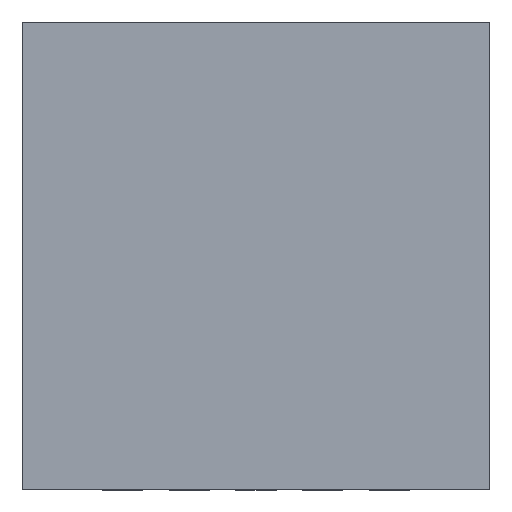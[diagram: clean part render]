
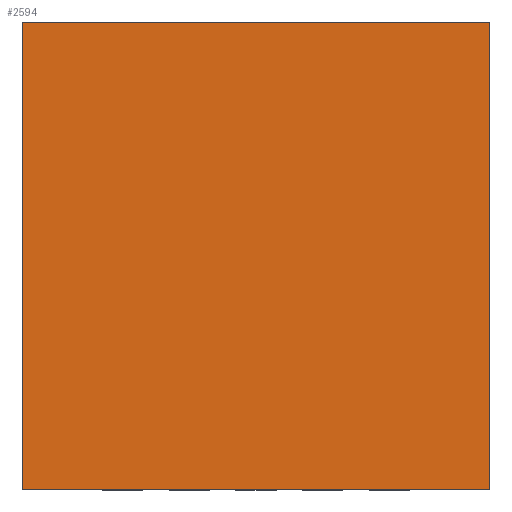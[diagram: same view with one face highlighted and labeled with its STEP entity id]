
A CAD part, top view. The second image highlights one B-rep face of the part: STEP entity #2594.
In plain terms, the highlighted planar face has unit normal (0, 0, 1).
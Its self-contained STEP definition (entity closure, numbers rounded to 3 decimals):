
#42 = FACE_OUTER_BOUND ( 'NONE', #4032, .T. ) ;
#108 = CARTESIAN_POINT ( 'NONE',  ( 0., 0., 1.05 ) ) ;
#593 = PLANE ( 'NONE',  #2345 ) ;
#679 = LINE ( 'NONE', #2620, #3164 ) ;
#809 = CARTESIAN_POINT ( 'NONE',  ( -1.745, 1.745, 1.05 ) ) ;
#1381 = EDGE_CURVE ( 'NONE', #3332, #4886, #2746, .T. ) ;
#1481 = ORIENTED_EDGE ( 'NONE', *, *, #5270, .T. ) ;
#2012 = DIRECTION ( 'NONE',  ( 0., 0., 1. ) ) ;
#2189 = ORIENTED_EDGE ( 'NONE', *, *, #3867, .T. ) ;
#2203 = CARTESIAN_POINT ( 'NONE',  ( 1.745, 1.745, 1.05 ) ) ;
#2295 = CARTESIAN_POINT ( 'NONE',  ( 0., 1.745, 1.05 ) ) ;
#2345 = AXIS2_PLACEMENT_3D ( 'NONE', #108, #2012, #2946 ) ;
#2358 = DIRECTION ( 'NONE',  ( -1., 0., 0. ) ) ;
#2594 = ADVANCED_FACE ( 'NONE', ( #42 ), #593, .T. ) ;
#2620 = CARTESIAN_POINT ( 'NONE',  ( 0., -1.745, 1.05 ) ) ;
#2746 = LINE ( 'NONE', #4114, #3689 ) ;
#2936 = ORIENTED_EDGE ( 'NONE', *, *, #5741, .T. ) ;
#2946 = DIRECTION ( 'NONE',  ( 1., 0., 0. ) ) ;
#3164 = VECTOR ( 'NONE', #5873, 1000. ) ;
#3229 = LINE ( 'NONE', #2295, #4038 ) ;
#3303 = VERTEX_POINT ( 'NONE', #4398 ) ;
#3332 = VERTEX_POINT ( 'NONE', #809 ) ;
#3689 = VECTOR ( 'NONE', #4617, 1000. ) ;
#3867 = EDGE_CURVE ( 'NONE', #4664, #3332, #3229, .T. ) ;
#3900 = CARTESIAN_POINT ( 'NONE',  ( -1.745, -1.745, 1.05 ) ) ;
#3978 = LINE ( 'NONE', #4895, #5224 ) ;
#4032 = EDGE_LOOP ( 'NONE', ( #2936, #2189, #5467, #1481 ) ) ;
#4038 = VECTOR ( 'NONE', #2358, 1000. ) ;
#4114 = CARTESIAN_POINT ( 'NONE',  ( -1.745, 0., 1.05 ) ) ;
#4398 = CARTESIAN_POINT ( 'NONE',  ( 1.745, -1.745, 1.05 ) ) ;
#4617 = DIRECTION ( 'NONE',  ( 0., -1., 0. ) ) ;
#4664 = VERTEX_POINT ( 'NONE', #2203 ) ;
#4886 = VERTEX_POINT ( 'NONE', #3900 ) ;
#4895 = CARTESIAN_POINT ( 'NONE',  ( 1.745, 0., 1.05 ) ) ;
#5224 = VECTOR ( 'NONE', #5846, 1000. ) ;
#5270 = EDGE_CURVE ( 'NONE', #4886, #3303, #679, .T. ) ;
#5467 = ORIENTED_EDGE ( 'NONE', *, *, #1381, .T. ) ;
#5741 = EDGE_CURVE ( 'NONE', #3303, #4664, #3978, .T. ) ;
#5846 = DIRECTION ( 'NONE',  ( 0., 1., 0. ) ) ;
#5873 = DIRECTION ( 'NONE',  ( 1., 0., 0. ) ) ;
